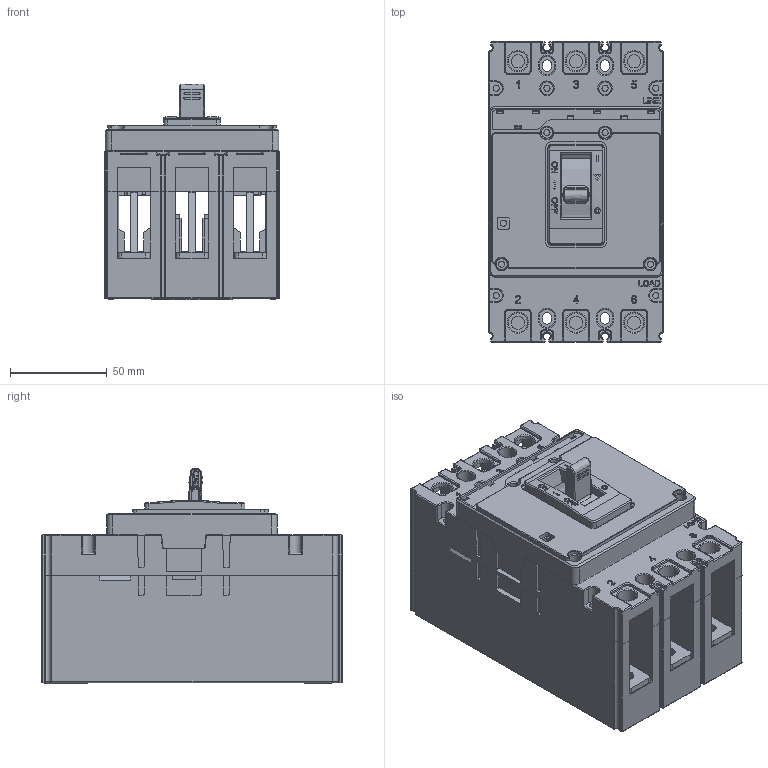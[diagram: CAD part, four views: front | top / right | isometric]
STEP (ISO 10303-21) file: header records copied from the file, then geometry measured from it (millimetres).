
FILE_DESCRIPTION(/* description */ (''),/* implementation_level */ '2;1');
FILE_NAME(/* name */ 'NXM-160H 3P.stp',/* time_stamp */ '2020-03-14T13:14:26+08:00',/* author */ (''),/* organization */ (''),/* preprocessor_version */ 'ST-DEVELOPER v11',/* originating_system */ 'SIEMENS PLM Software NX 7.5',/* authorisation */ '');
FILE_SCHEMA (('AUTOMOTIVE_DESIGN { 1 0 10303 214 1 1 1 1 }'));
Products named in the file (1): wyduCFBB5pl3
Bounding box: 90 x 155 x 111.36 mm (x, y, z)
Volume: 433639.7 mm3; surface area: 268460.3 mm2
Topology: 11 solids, 11 shells, 4472 faces, 12145 edges, 7747 vertices
Faces by surface type: plane 2692, cylinder 1240, extrusion 177, torus 139, sphere 111, cone 63, bspline 50
Full cylindrical faces by diameter (mm): 1.8 x1, 2.9 x3, 3 x5, 3.2 x11, 3.5 x14, 4 x12, 4.5 x1, 5.2 x3, 5.3 x2, 5.5 x2, 5.8 x4, 6 x2, 6.2 x7, 6.5 x4, 6.8 x6, 8.5 x2, 9 x3, 10 x15, 13.5 x6
Entity records: 147946 total; most frequent: CARTESIAN_POINT 36262, ORIENTED_EDGE 23626, DIRECTION 22284, EDGE_CURVE 11813, VECTOR 8520, LINE 8343, VERTEX_POINT 7668, AXIS2_PLACEMENT_3D 6882
